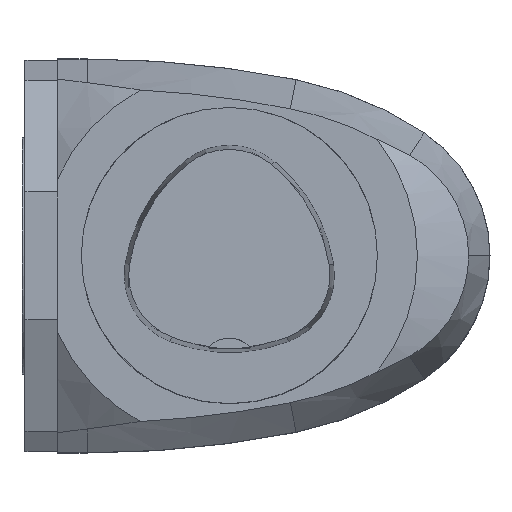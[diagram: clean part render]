
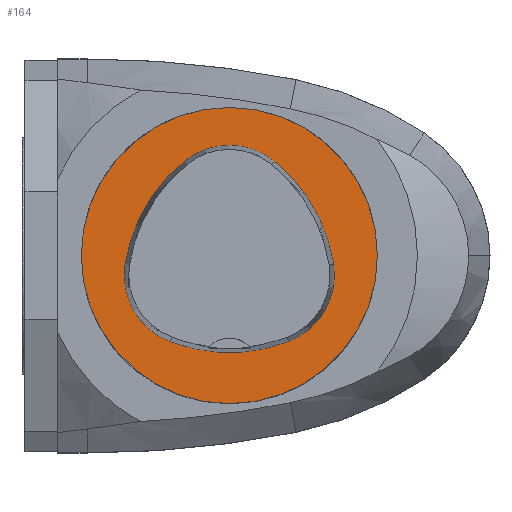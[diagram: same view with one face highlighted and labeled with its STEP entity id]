
A CAD part, top view. The second image highlights one B-rep face of the part: STEP entity #164.
In plain terms, the highlighted planar face has unit normal (0, 0, 1).
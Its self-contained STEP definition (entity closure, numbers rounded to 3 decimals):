
#72=CIRCLE('',#1450,25.);
#74=CIRCLE('',#1457,28.);
#76=CIRCLE('',#1460,12.);
#78=CIRCLE('',#1463,28.);
#80=CIRCLE('',#1466,12.);
#83=CIRCLE('',#1470,28.);
#86=CIRCLE('',#1474,12.);
#133=FACE_BOUND('',#368,.T.);
#134=FACE_BOUND('',#369,.T.);
#164=ADVANCED_FACE('',(#133,#134),#238,.T.);
#238=PLANE('',#1479);
#368=EDGE_LOOP('',(#561,#562,#563,#564,#565,#566));
#369=EDGE_LOOP('',(#567));
#561=ORIENTED_EDGE('',*,*,#1075,.F.);
#562=ORIENTED_EDGE('',*,*,#1070,.F.);
#563=ORIENTED_EDGE('',*,*,#1065,.F.);
#564=ORIENTED_EDGE('',*,*,#1062,.F.);
#565=ORIENTED_EDGE('',*,*,#1059,.F.);
#566=ORIENTED_EDGE('',*,*,#1055,.F.);
#567=ORIENTED_EDGE('',*,*,#1045,.T.);
#913=VERTEX_POINT('',#2033);
#923=VERTEX_POINT('',#2054);
#924=VERTEX_POINT('',#2055);
#927=VERTEX_POINT('',#2063);
#929=VERTEX_POINT('',#2069);
#931=VERTEX_POINT('',#2075);
#935=VERTEX_POINT('',#2088);
#1045=EDGE_CURVE('',#913,#913,#72,.T.);
#1055=EDGE_CURVE('',#923,#924,#74,.T.);
#1059=EDGE_CURVE('',#924,#927,#76,.T.);
#1062=EDGE_CURVE('',#927,#929,#78,.T.);
#1065=EDGE_CURVE('',#929,#931,#80,.T.);
#1070=EDGE_CURVE('',#931,#935,#83,.T.);
#1075=EDGE_CURVE('',#935,#923,#86,.T.);
#1450=AXIS2_PLACEMENT_3D('',#2032,#1623,#1624);
#1457=AXIS2_PLACEMENT_3D('',#2053,#1641,#1642);
#1460=AXIS2_PLACEMENT_3D('',#2062,#1649,#1650);
#1463=AXIS2_PLACEMENT_3D('',#2068,#1656,#1657);
#1466=AXIS2_PLACEMENT_3D('',#2074,#1663,#1664);
#1470=AXIS2_PLACEMENT_3D('',#2087,#1672,#1673);
#1474=AXIS2_PLACEMENT_3D('',#2100,#1681,#1682);
#1479=AXIS2_PLACEMENT_3D('',#2105,#1691,#1692);
#1623=DIRECTION('',(0.,0.,1.));
#1624=DIRECTION('',(1.,0.,0.));
#1641=DIRECTION('',(0.,0.,1.));
#1642=DIRECTION('',(1.,0.,0.));
#1649=DIRECTION('',(0.,0.,1.));
#1650=DIRECTION('',(1.,0.,0.));
#1656=DIRECTION('',(0.,0.,1.));
#1657=DIRECTION('',(1.,0.,0.));
#1663=DIRECTION('',(0.,0.,1.));
#1664=DIRECTION('',(1.,0.,0.));
#1672=DIRECTION('',(0.,0.,1.));
#1673=DIRECTION('',(1.,0.,0.));
#1681=DIRECTION('',(0.,0.,1.));
#1682=DIRECTION('',(1.,0.,0.));
#1691=DIRECTION('',(0.,0.,1.));
#1692=DIRECTION('',(1.,0.,0.));
#2032=CARTESIAN_POINT('',(0.,0.,0.));
#2033=CARTESIAN_POINT('',(25.,0.,0.));
#2053=CARTESIAN_POINT('',(-10.068,-5.824,0.));
#2054=CARTESIAN_POINT('',(17.584,-1.424,0.));
#2055=CARTESIAN_POINT('',(7.531,15.953,0.));
#2062=CARTESIAN_POINT('',(-0.011,6.62,0.));
#2063=CARTESIAN_POINT('',(-7.567,15.942,0.));
#2068=CARTESIAN_POINT('',(10.063,-5.81,0.));
#2069=CARTESIAN_POINT('',(-17.59,-1.418,0.));
#2074=CARTESIAN_POINT('',(-5.739,-3.3,0.));
#2075=CARTESIAN_POINT('',(-10.05,-14.499,0.));
#2087=CARTESIAN_POINT('',(0.01,11.631,0.));
#2088=CARTESIAN_POINT('',(10.025,-14.516,0.));
#2100=CARTESIAN_POINT('',(5.733,-3.31,0.));
#2105=CARTESIAN_POINT('',(0.,0.,0.));
